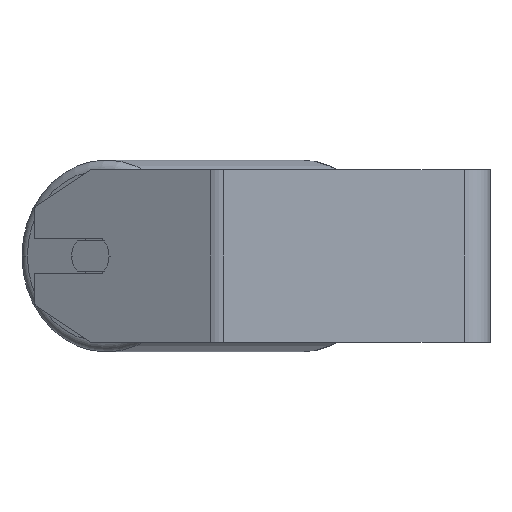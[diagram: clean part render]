
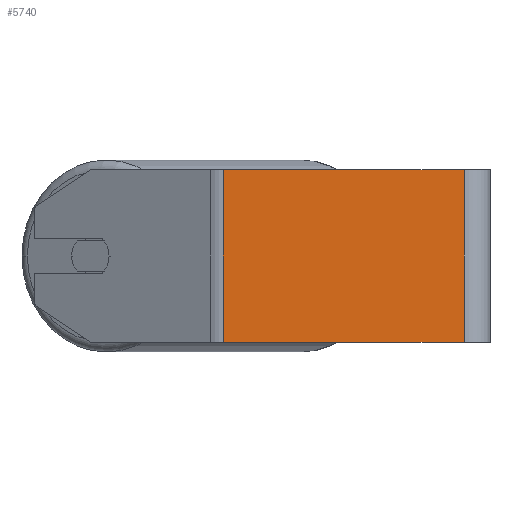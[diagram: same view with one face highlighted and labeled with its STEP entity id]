
A CAD part, left-side view. The second image highlights one B-rep face of the part: STEP entity #5740.
In plain terms, the highlighted planar face has unit normal (-1, 0, 0).
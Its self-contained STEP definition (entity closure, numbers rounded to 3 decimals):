
#93 = ORIENTED_EDGE ( 'NONE', *, *, #335, .F. ) ;
#335 = EDGE_CURVE ( 'NONE', #5764, #3706, #4803, .T. ) ;
#805 = LINE ( 'NONE', #4108, #938 ) ;
#938 = VECTOR ( 'NONE', #6264, 1000. ) ;
#1160 = DIRECTION ( 'NONE',  ( 1., 0., 0. ) ) ;
#1165 = DIRECTION ( 'NONE',  ( 0., 0., -1. ) ) ;
#1552 = DIRECTION ( 'NONE',  ( 0., -1., 0. ) ) ;
#1985 = VECTOR ( 'NONE', #1165, 1000. ) ;
#1987 = CARTESIAN_POINT ( 'NONE',  ( -230., 12., -40. ) ) ;
#2080 = ORIENTED_EDGE ( 'NONE', *, *, #4387, .T. ) ;
#2287 = PLANE ( 'NONE',  #5075 ) ;
#2914 = EDGE_CURVE ( 'NONE', #6385, #5764, #3146, .T. ) ;
#3071 = EDGE_LOOP ( 'NONE', ( #2080, #93, #3203, #6703 ) ) ;
#3146 = LINE ( 'NONE', #5330, #5275 ) ;
#3203 = ORIENTED_EDGE ( 'NONE', *, *, #2914, .F. ) ;
#3237 = LINE ( 'NONE', #5357, #5739 ) ;
#3282 = CARTESIAN_POINT ( 'NONE',  ( -230., 12., 40. ) ) ;
#3310 = DIRECTION ( 'NONE',  ( 0., 0., -1. ) ) ;
#3706 = VERTEX_POINT ( 'NONE', #1987 ) ;
#3901 = CARTESIAN_POINT ( 'NONE',  ( -230., 12., 40. ) ) ;
#4108 = CARTESIAN_POINT ( 'NONE',  ( -230., 123.597, 40. ) ) ;
#4387 = EDGE_CURVE ( 'NONE', #4496, #3706, #3237, .T. ) ;
#4496 = VERTEX_POINT ( 'NONE', #6519 ) ;
#4511 = CARTESIAN_POINT ( 'NONE',  ( -230., 126.812, 40. ) ) ;
#4803 = LINE ( 'NONE', #3282, #1985 ) ;
#5075 = AXIS2_PLACEMENT_3D ( 'NONE', #4511, #1160, #3310 ) ;
#5275 = VECTOR ( 'NONE', #1552, 1000. ) ;
#5330 = CARTESIAN_POINT ( 'NONE',  ( -230., 126.812, 40. ) ) ;
#5357 = CARTESIAN_POINT ( 'NONE',  ( -230., 126.812, -40. ) ) ;
#5376 = CARTESIAN_POINT ( 'NONE',  ( -230., 123.597, 40. ) ) ;
#5739 = VECTOR ( 'NONE', #6874, 1000. ) ;
#5740 = ADVANCED_FACE ( 'NONE', ( #5994 ), #2287, .F. ) ;
#5764 = VERTEX_POINT ( 'NONE', #3901 ) ;
#5994 = FACE_OUTER_BOUND ( 'NONE', #3071, .T. ) ;
#6264 = DIRECTION ( 'NONE',  ( 0., 0., -1. ) ) ;
#6385 = VERTEX_POINT ( 'NONE', #5376 ) ;
#6519 = CARTESIAN_POINT ( 'NONE',  ( -230., 123.597, -40. ) ) ;
#6703 = ORIENTED_EDGE ( 'NONE', *, *, #6883, .T. ) ;
#6874 = DIRECTION ( 'NONE',  ( 0., -1., 0. ) ) ;
#6883 = EDGE_CURVE ( 'NONE', #6385, #4496, #805, .T. ) ;
